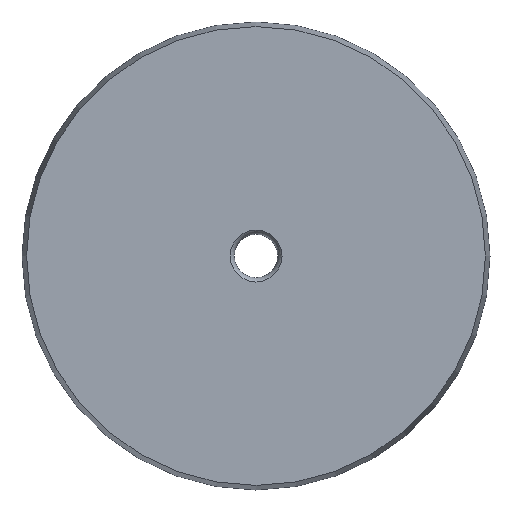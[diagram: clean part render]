
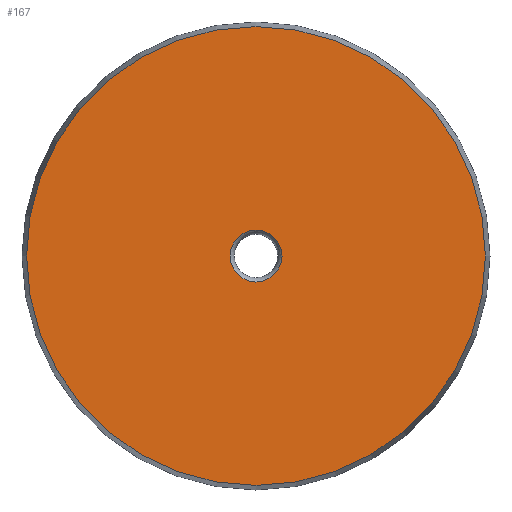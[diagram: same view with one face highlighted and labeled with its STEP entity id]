
A CAD part, left-side view. The second image highlights one B-rep face of the part: STEP entity #167.
In plain terms, the highlighted planar face has unit normal (-1, 0, 0).
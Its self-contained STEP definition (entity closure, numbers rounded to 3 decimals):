
#28=PLANE('',#209);
#38=ORIENTED_EDGE('',*,*,#65,.T.);
#39=ORIENTED_EDGE('',*,*,#62,.F.);
#62=EDGE_CURVE('',#76,#76,#91,.T.);
#65=EDGE_CURVE('',#79,#79,#94,.T.);
#76=VERTEX_POINT('',#298);
#79=VERTEX_POINT('',#306);
#91=CIRCLE('',#205,1.5);
#94=CIRCLE('',#210,13.236);
#109=EDGE_LOOP('',(#38));
#110=EDGE_LOOP('',(#39));
#137=FACE_BOUND('',#109,.T.);
#138=FACE_BOUND('',#110,.T.);
#167=ADVANCED_FACE('',(#137,#138),#28,.T.);
#205=AXIS2_PLACEMENT_3D('',#297,#240,#241);
#209=AXIS2_PLACEMENT_3D('',#304,#248,#249);
#210=AXIS2_PLACEMENT_3D('',#305,#250,#251);
#240=DIRECTION('',(-1.,0.,0.));
#241=DIRECTION('',(0.,0.,1.));
#248=DIRECTION('',(-1.,0.,0.));
#249=DIRECTION('',(0.,0.,1.));
#250=DIRECTION('',(-1.,0.,0.));
#251=DIRECTION('',(0.,0.,1.));
#297=CARTESIAN_POINT('',(-4.,0.,0.));
#298=CARTESIAN_POINT('',(-4.,0.,1.5));
#304=CARTESIAN_POINT('',(-4.,0.,5.));
#305=CARTESIAN_POINT('',(-4.,0.,0.));
#306=CARTESIAN_POINT('',(-4.,0.,13.236));
